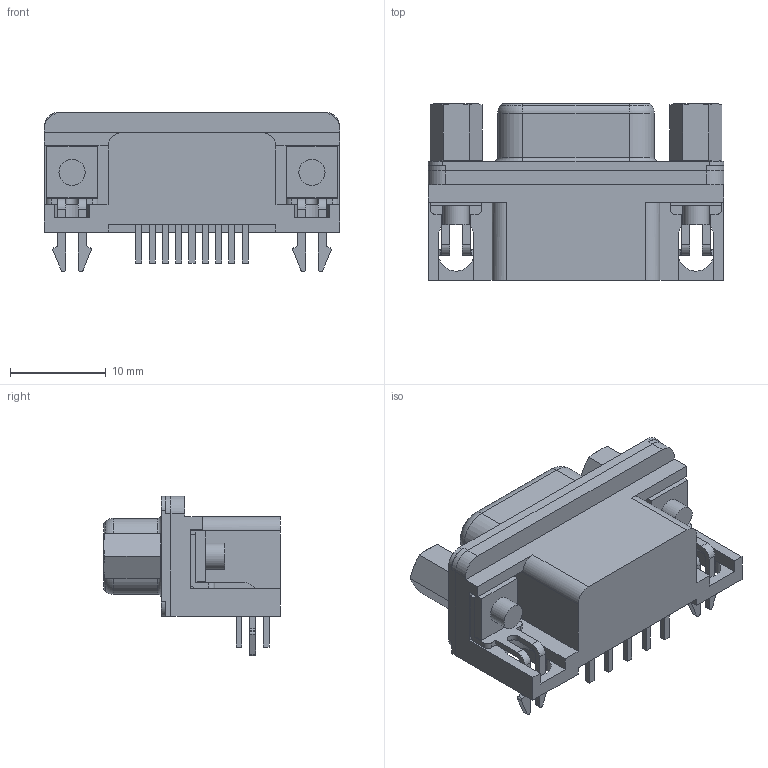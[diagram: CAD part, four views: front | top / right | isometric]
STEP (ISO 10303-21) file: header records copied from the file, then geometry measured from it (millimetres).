
FILE_DESCRIPTION(/* description */ (''),/* implementation_level */ '2;1');
FILE_NAME(/* name */ 'TYCO_1734354-1.stp',/* time_stamp */ '2016-01-11T11:09:45+01:00',/* author */ ('riccim'),/* organization */ (''),/* preprocessor_version */ 'ST-DEVELOPER v15.5',/* originating_system */ 'AutoCAD Mechanical',/* authorisation */ ', , ');
FILE_SCHEMA (('AUTOMOTIVE_DESIGN { 1 0 10303 214 3 1 1 }'));
Length unit declared in the file: millimetre
Products named in the file (1): Product
Bounding box: 30.8 x 18.42 x 16.6 mm (x, y, z)
Volume: 3913.2 mm3; surface area: 4501.5 mm2
Topology: 16 solids, 18 shells, 446 faces, 1098 edges, 707 vertices
Faces by surface type: plane 296, cylinder 91, cone 43, torus 16
Full cylindrical faces by diameter (mm): 1 x9, 2.27 x4, 2.72 x6, 3.25 x4
Entity records: 12796 total; most frequent: CARTESIAN_POINT 2435, DIRECTION 2097, ORIENTED_EDGE 2084, EDGE_CURVE 1042, LINE 737, VECTOR 737, VERTEX_POINT 697, AXIS2_PLACEMENT_3D 680
